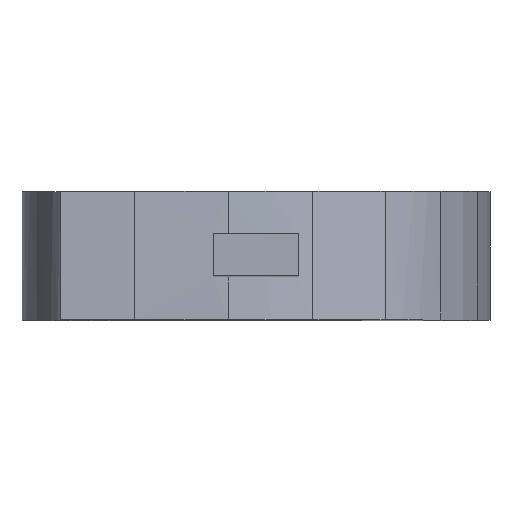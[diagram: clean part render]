
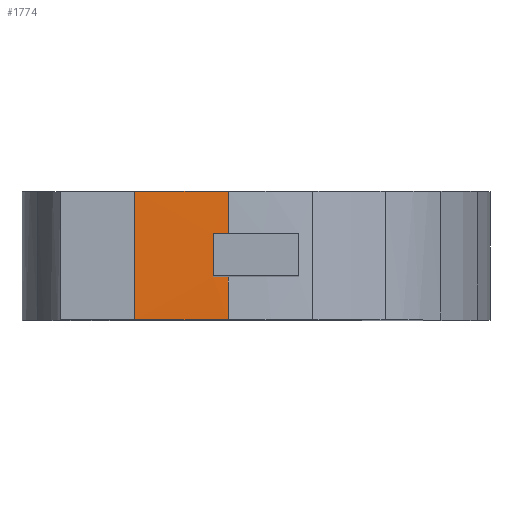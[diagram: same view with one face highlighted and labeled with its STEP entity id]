
A CAD part, top view. The second image highlights one B-rep face of the part: STEP entity #1774.
In plain terms, the highlighted free-form (B-spline) face has degree [3, 1] with [5, 2] control points.
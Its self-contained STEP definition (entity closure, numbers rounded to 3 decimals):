
#44=B_SPLINE_SURFACE_WITH_KNOTS('',3,1,((#2679,#2680),(#2681,#2682),(#2683,
#2684),(#2685,#2686),(#2687,#2688)),.UNSPECIFIED.,.F.,.F.,.F.,(4,1,4),(2,
2),(-0.436,-0.215,0.),(-0.3,0.3),.UNSPECIFIED.);
#126=FACE_OUTER_BOUND('',#226,.T.);
#226=EDGE_LOOP('',(#1312,#1313,#1314,#1315,#1316,#1317,#1318,#1319));
#311=LINE('',#2127,#432);
#313=LINE('',#2142,#434);
#336=LINE('',#2695,#457);
#432=VECTOR('',#1910,10.);
#434=VECTOR('',#1912,10.);
#457=VECTOR('',#1937,10.);
#545=B_SPLINE_CURVE_WITH_KNOTS('',3,(#2066,#2067,#2068,#2069),
 .UNSPECIFIED.,.F.,.F.,(4,4),(-0.071,0.),.UNSPECIFIED.);
#548=B_SPLINE_CURVE_WITH_KNOTS('',3,(#2095,#2096,#2097,#2098),
 .UNSPECIFIED.,.F.,.F.,(4,4),(-0.121,-0.05),
 .UNSPECIFIED.);
#550=B_SPLINE_CURVE_WITH_KNOTS('',3,(#2110,#2111,#2112,#2113),
 .UNSPECIFIED.,.F.,.F.,(4,4),(-0.25,-0.05),.UNSPECIFIED.);
#558=B_SPLINE_CURVE_WITH_KNOTS('',3,(#2175,#2176,#2177,#2178,#2179),
 .UNSPECIFIED.,.F.,.F.,(4,1,4),(0.,0.215,0.436),
 .UNSPECIFIED.);
#608=B_SPLINE_CURVE_WITH_KNOTS('',3,(#2690,#2691,#2692,#2693,#2694),
 .UNSPECIFIED.,.F.,.F.,(4,1,4),(-0.436,-0.215,0.),
 .UNSPECIFIED.);
#703=VERTEX_POINT('',#2064);
#704=VERTEX_POINT('',#2065);
#710=VERTEX_POINT('',#2093);
#711=VERTEX_POINT('',#2094);
#713=VERTEX_POINT('',#2126);
#716=VERTEX_POINT('',#2136);
#722=VERTEX_POINT('',#2174);
#775=VERTEX_POINT('',#2689);
#889=EDGE_CURVE('',#703,#704,#545,.T.);
#897=EDGE_CURVE('',#710,#711,#548,.T.);
#901=EDGE_CURVE('',#711,#703,#550,.T.);
#903=EDGE_CURVE('',#713,#710,#311,.T.);
#907=EDGE_CURVE('',#704,#716,#313,.T.);
#913=EDGE_CURVE('',#713,#722,#558,.T.);
#985=EDGE_CURVE('',#775,#716,#608,.T.);
#986=EDGE_CURVE('',#722,#775,#336,.T.);
#1312=ORIENTED_EDGE('',*,*,#889,.T.);
#1313=ORIENTED_EDGE('',*,*,#907,.T.);
#1314=ORIENTED_EDGE('',*,*,#985,.F.);
#1315=ORIENTED_EDGE('',*,*,#986,.F.);
#1316=ORIENTED_EDGE('',*,*,#913,.F.);
#1317=ORIENTED_EDGE('',*,*,#903,.T.);
#1318=ORIENTED_EDGE('',*,*,#897,.T.);
#1319=ORIENTED_EDGE('',*,*,#901,.T.);
#1774=ADVANCED_FACE('',(#126),#44,.T.);
#1910=DIRECTION('',(0.,1.,0.));
#1912=DIRECTION('',(0.,1.,0.));
#1937=DIRECTION('',(0.,1.,0.));
#2064=CARTESIAN_POINT('',(11.125,1.,29.819));
#2065=CARTESIAN_POINT('',(11.828,1.,29.748));
#2066=CARTESIAN_POINT('Ctrl Pts',(11.125,1.,29.819));
#2067=CARTESIAN_POINT('Ctrl Pts',(11.359,1.,29.796));
#2068=CARTESIAN_POINT('Ctrl Pts',(11.594,1.,29.772));
#2069=CARTESIAN_POINT('Ctrl Pts',(11.828,1.,29.748));
#2093=CARTESIAN_POINT('',(11.828,-1.,29.748));
#2094=CARTESIAN_POINT('',(11.125,-1.,29.819));
#2095=CARTESIAN_POINT('Ctrl Pts',(11.828,-1.,29.748));
#2096=CARTESIAN_POINT('Ctrl Pts',(11.594,-1.,29.772));
#2097=CARTESIAN_POINT('Ctrl Pts',(11.359,-1.,29.796));
#2098=CARTESIAN_POINT('Ctrl Pts',(11.125,-1.,29.819));
#2110=CARTESIAN_POINT('Ctrl Pts',(11.125,-1.,29.819));
#2111=CARTESIAN_POINT('Ctrl Pts',(11.125,-0.333,29.819));
#2112=CARTESIAN_POINT('Ctrl Pts',(11.125,0.333,29.819));
#2113=CARTESIAN_POINT('Ctrl Pts',(11.125,1.,29.819));
#2126=CARTESIAN_POINT('',(11.828,-3.,29.748));
#2127=CARTESIAN_POINT('',(11.828,0.,29.748));
#2136=CARTESIAN_POINT('',(11.828,3.,29.748));
#2142=CARTESIAN_POINT('',(11.828,0.,29.748));
#2174=CARTESIAN_POINT('',(7.478,-3.,30.));
#2175=CARTESIAN_POINT('Ctrl Pts',(11.828,-3.,29.748));
#2176=CARTESIAN_POINT('Ctrl Pts',(11.116,-3.,29.821));
#2177=CARTESIAN_POINT('Ctrl Pts',(9.67,-3.,29.971));
#2178=CARTESIAN_POINT('Ctrl Pts',(8.217,-3.,29.99));
#2179=CARTESIAN_POINT('Ctrl Pts',(7.478,-3.,30.));
#2679=CARTESIAN_POINT('Ctrl Pts',(7.478,-3.,30.));
#2680=CARTESIAN_POINT('Ctrl Pts',(7.478,3.,30.));
#2681=CARTESIAN_POINT('Ctrl Pts',(8.217,-3.,29.99));
#2682=CARTESIAN_POINT('Ctrl Pts',(8.217,3.,29.99));
#2683=CARTESIAN_POINT('Ctrl Pts',(9.67,-3.,29.971));
#2684=CARTESIAN_POINT('Ctrl Pts',(9.67,3.,29.971));
#2685=CARTESIAN_POINT('Ctrl Pts',(11.116,-3.,29.821));
#2686=CARTESIAN_POINT('Ctrl Pts',(11.116,3.,29.821));
#2687=CARTESIAN_POINT('Ctrl Pts',(11.828,-3.,29.748));
#2688=CARTESIAN_POINT('Ctrl Pts',(11.828,3.,29.748));
#2689=CARTESIAN_POINT('',(7.478,3.,30.));
#2690=CARTESIAN_POINT('Ctrl Pts',(7.478,3.,30.));
#2691=CARTESIAN_POINT('Ctrl Pts',(8.217,3.,29.99));
#2692=CARTESIAN_POINT('Ctrl Pts',(9.67,3.,29.971));
#2693=CARTESIAN_POINT('Ctrl Pts',(11.116,3.,29.821));
#2694=CARTESIAN_POINT('Ctrl Pts',(11.828,3.,29.748));
#2695=CARTESIAN_POINT('',(7.478,0.,30.));
